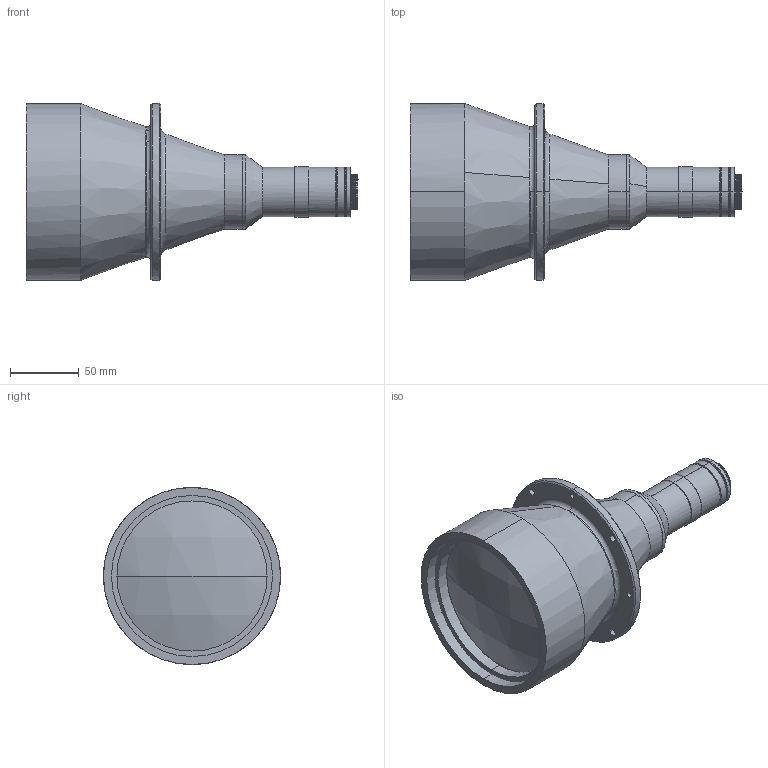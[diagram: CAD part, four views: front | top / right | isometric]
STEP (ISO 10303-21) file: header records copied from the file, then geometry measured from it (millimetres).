
FILE_DESCRIPTION (( 'STEP AP203' ), '1' );
FILE_NAME ('610014.STEP', '2021-08-09T02:49:37', ( '' ), ( '' ), 'SwSTEP 2.0', 'SolidWorks 2020', '' );
FILE_SCHEMA (( 'CONFIG_CONTROL_DESIGN' ));
Length unit declared in the file: millimetre
Products named in the file (1): 610014
Bounding box: 241.9 x 129 x 129 mm (x, y, z)
Surface area: 144712.5 mm2 (no closed solid volume)
Topology: 0 solids, 14 shells, 264 faces, 677 edges, 448 vertices
Faces by surface type: cylinder 131, cone 88, plane 34, torus 7, bspline 2, sphere 2
Full cylindrical faces by diameter (mm): 36 x1
Entity records: 12655 total; most frequent: CARTESIAN_POINT 6646, ORIENTED_EDGE 1337, DIRECTION 1017, EDGE_CURVE 675, VERTEX_POINT 448, AXIS2_PLACEMENT_3D 407, B_SPLINE_CURVE_WITH_KNOTS 319, EDGE_LOOP 317
